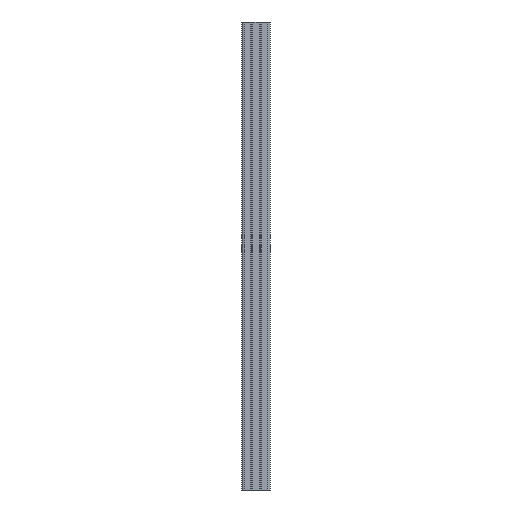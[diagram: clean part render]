
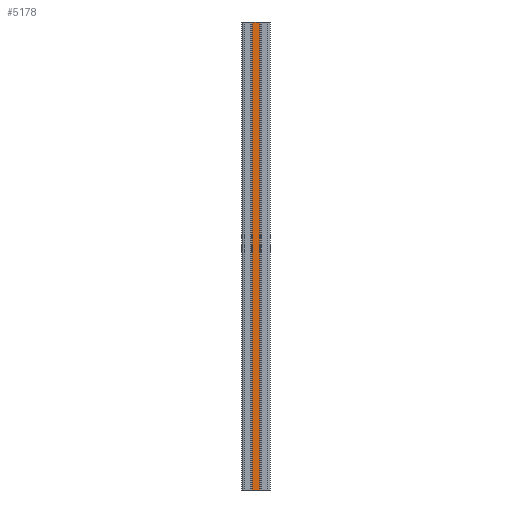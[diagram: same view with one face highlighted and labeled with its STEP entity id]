
A CAD part, left-side view. The second image highlights one B-rep face of the part: STEP entity #5178.
In plain terms, the highlighted planar face has unit normal (-1, 0, 0).
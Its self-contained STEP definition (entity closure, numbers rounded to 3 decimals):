
#667 = CARTESIAN_POINT ( 'NONE',  ( -5.8, -4.474, 500. ) ) ;
#1188 = VECTOR ( 'NONE', #6302, 1000. ) ;
#1510 = CARTESIAN_POINT ( 'NONE',  ( -5.8, -4.474, 500. ) ) ;
#1997 = VECTOR ( 'NONE', #10460, 1000. ) ;
#2520 = FACE_OUTER_BOUND ( 'NONE', #3459, .T. ) ;
#2708 = CARTESIAN_POINT ( 'NONE',  ( -5.8, 4.474, 0. ) ) ;
#2784 = DIRECTION ( 'NONE',  ( 1., 0., 0. ) ) ;
#3245 = LINE ( 'NONE', #8847, #9172 ) ;
#3337 = EDGE_CURVE ( 'NONE', #6207, #9895, #11822, .T. ) ;
#3459 = EDGE_LOOP ( 'NONE', ( #13900, #6537, #7977, #8414 ) ) ;
#4333 = EDGE_CURVE ( 'NONE', #5942, #9174, #11801, .T. ) ;
#4370 = LINE ( 'NONE', #1510, #1188 ) ;
#5178 = ADVANCED_FACE ( 'NONE', ( #2520 ), #9892, .F. ) ;
#5884 = VECTOR ( 'NONE', #11555, 1000. ) ;
#5942 = VERTEX_POINT ( 'NONE', #12902 ) ;
#6207 = VERTEX_POINT ( 'NONE', #2708 ) ;
#6302 = DIRECTION ( 'NONE',  ( 0., 0., -1. ) ) ;
#6537 = ORIENTED_EDGE ( 'NONE', *, *, #11983, .F. ) ;
#7052 = CARTESIAN_POINT ( 'NONE',  ( -5.8, -4.474, 0. ) ) ;
#7519 = CARTESIAN_POINT ( 'NONE',  ( -5.8, 4.474, 500. ) ) ;
#7977 = ORIENTED_EDGE ( 'NONE', *, *, #4333, .F. ) ;
#8021 = AXIS2_PLACEMENT_3D ( 'NONE', #7519, #2784, #11060 ) ;
#8414 = ORIENTED_EDGE ( 'NONE', *, *, #12071, .T. ) ;
#8847 = CARTESIAN_POINT ( 'NONE',  ( -5.8, 4.474, 500. ) ) ;
#9172 = VECTOR ( 'NONE', #10024, 1000. ) ;
#9174 = VERTEX_POINT ( 'NONE', #667 ) ;
#9892 = PLANE ( 'NONE',  #8021 ) ;
#9895 = VERTEX_POINT ( 'NONE', #7052 ) ;
#10024 = DIRECTION ( 'NONE',  ( 0., 0., -1. ) ) ;
#10373 = CARTESIAN_POINT ( 'NONE',  ( -5.8, 4.474, 500. ) ) ;
#10460 = DIRECTION ( 'NONE',  ( 0., -1., 0. ) ) ;
#11060 = DIRECTION ( 'NONE',  ( 0., 1., 0. ) ) ;
#11555 = DIRECTION ( 'NONE',  ( 0., -1., 0. ) ) ;
#11801 = LINE ( 'NONE', #10373, #5884 ) ;
#11822 = LINE ( 'NONE', #15170, #1997 ) ;
#11983 = EDGE_CURVE ( 'NONE', #9174, #9895, #4370, .T. ) ;
#12071 = EDGE_CURVE ( 'NONE', #5942, #6207, #3245, .T. ) ;
#12902 = CARTESIAN_POINT ( 'NONE',  ( -5.8, 4.474, 500. ) ) ;
#13900 = ORIENTED_EDGE ( 'NONE', *, *, #3337, .T. ) ;
#15170 = CARTESIAN_POINT ( 'NONE',  ( -5.8, 4.474, 0. ) ) ;
